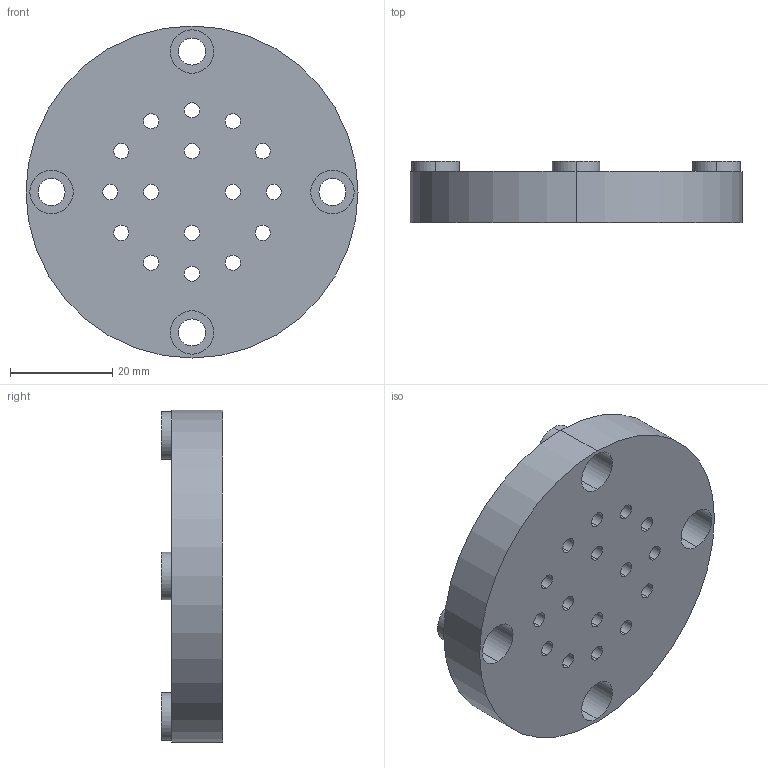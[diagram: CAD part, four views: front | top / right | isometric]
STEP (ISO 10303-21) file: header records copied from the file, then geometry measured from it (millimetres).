
FILE_DESCRIPTION (( 'STEP AP214' ), '1' );
FILE_NAME ('top carrier.STEP', '2024-11-03T15:29:39', ( '' ), ( '' ), 'SwSTEP 2.0', 'SolidWorks 2023', '' );
FILE_SCHEMA (( 'AUTOMOTIVE_DESIGN' ));
Length unit declared in the file: millimetre
Products named in the file (1): top carrier
Bounding box: 65 x 12 x 65 mm (x, y, z)
Volume: 27761.3 mm3; surface area: 11376.4 mm2
Topology: 1 solids, 1 shells, 74 faces, 186 edges, 124 vertices
Faces by surface type: cylinder 62, plane 12
Entity records: 2397 total; most frequent: DIRECTION 460, CARTESIAN_POINT 385, ORIENTED_EDGE 372, AXIS2_PLACEMENT_3D 199, EDGE_CURVE 186, EDGE_LOOP 124, CIRCLE 124, VERTEX_POINT 124
